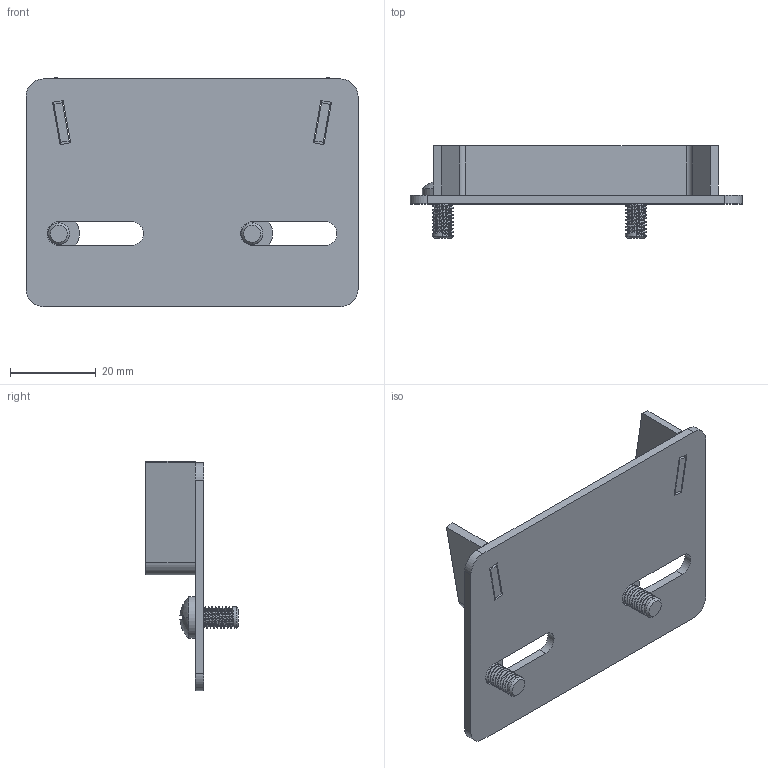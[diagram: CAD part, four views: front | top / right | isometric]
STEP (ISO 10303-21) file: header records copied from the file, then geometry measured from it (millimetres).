
FILE_DESCRIPTION (( 'STEP AP214' ), '1' );
FILE_NAME ('604.000.STEP', '2024-09-20T09:55:01', ( '' ), ( '' ), 'SwSTEP 2.0', 'SolidWorks 2021', '' );
FILE_SCHEMA (( 'AUTOMOTIVE_DESIGN' ));
Length unit declared in the file: millimetre
Products named in the file (4): Âèíò Ì5õ10 ñ ïîëóêð. ãîëîâêîé; 604.000-2; 604.000-1; 604.000
Assembly tree (4 placements, depth 2):
  604.000
    604.000-1
    604.000-2
    Âèíò Ì5õ10 ñ ïîëóêð. ãîëîâêîé  x2
Bounding box: 77.3 x 21.5 x 53.38 mm (x, y, z)
Volume: 10765.8 mm3; surface area: 12315.6 mm2
Topology: 4 solids, 4 shells, 188 faces, 452 edges, 274 vertices
Faces by surface type: plane 108, cylinder 64, bspline 8, cone 4, sphere 4
Entity records: 5776 total; most frequent: CARTESIAN_POINT 2893, ORIENTED_EDGE 592, DIRECTION 546, EDGE_CURVE 296, LINE 192, VECTOR 192, VERTEX_POINT 181, AXIS2_PLACEMENT_3D 177
